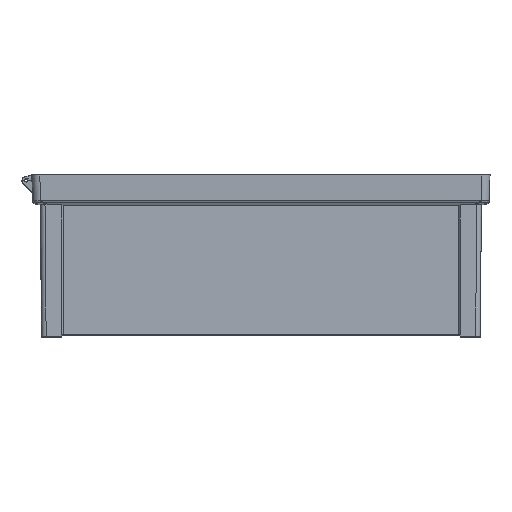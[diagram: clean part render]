
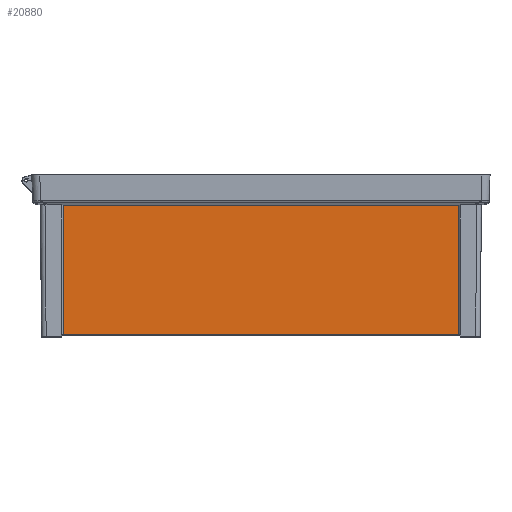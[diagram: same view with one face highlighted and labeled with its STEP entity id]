
A CAD part, top view. The second image highlights one B-rep face of the part: STEP entity #20880.
In plain terms, the highlighted planar face has unit normal (0, -0.009, 1).
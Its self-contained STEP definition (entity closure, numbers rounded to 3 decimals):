
#81 = DIRECTION ( 'NONE',  ( 0., -0.009, 1. ) ) ;
#2093 = DIRECTION ( 'NONE',  ( 0.001, -1., -0.009 ) ) ;
#3012 = DIRECTION ( 'NONE',  ( -1., 0., 0. ) ) ;
#3389 = CARTESIAN_POINT ( 'NONE',  ( 107.3, 0., 310.1 ) ) ;
#3777 = EDGE_CURVE ( 'NONE', #18633, #14555, #16137, .T. ) ;
#4428 = DIRECTION ( 'NONE',  ( -0.001, -1., -0.009 ) ) ;
#5423 = CARTESIAN_POINT ( 'NONE',  ( -235.011, -36.14, 309.785 ) ) ;
#5523 = CARTESIAN_POINT ( 'NONE',  ( -234.871, -189.4, 308.447 ) ) ;
#5825 = FACE_OUTER_BOUND ( 'NONE', #28992, .T. ) ;
#6277 = CARTESIAN_POINT ( 'NONE',  ( 234.871, -189.4, 308.447 ) ) ;
#6635 = PLANE ( 'NONE',  #8264 ) ;
#7699 = CARTESIAN_POINT ( 'NONE',  ( 235.011, -36.14, 309.785 ) ) ;
#8264 = AXIS2_PLACEMENT_3D ( 'NONE', #3389, #81, #28886 ) ;
#8627 = LINE ( 'NONE', #5423, #10877 ) ;
#9161 = VERTEX_POINT ( 'NONE', #26121 ) ;
#10036 = EDGE_CURVE ( 'NONE', #25044, #14555, #8627, .T. ) ;
#10877 = VECTOR ( 'NONE', #2093, 1000. ) ;
#10942 = LINE ( 'NONE', #7699, #22116 ) ;
#11409 = CARTESIAN_POINT ( 'NONE',  ( 234.871, -189.4, 308.447 ) ) ;
#14555 = VERTEX_POINT ( 'NONE', #5523 ) ;
#15632 = DIRECTION ( 'NONE',  ( 1., 0., 0. ) ) ;
#16137 = LINE ( 'NONE', #6277, #19941 ) ;
#16745 = ORIENTED_EDGE ( 'NONE', *, *, #17332, .F. ) ;
#16865 = VECTOR ( 'NONE', #15632, 1000. ) ;
#17332 = EDGE_CURVE ( 'NONE', #25044, #9161, #22183, .T. ) ;
#18633 = VERTEX_POINT ( 'NONE', #11409 ) ;
#18891 = CARTESIAN_POINT ( 'NONE',  ( -235.011, -36.14, 309.785 ) ) ;
#19266 = EDGE_CURVE ( 'NONE', #9161, #18633, #10942, .T. ) ;
#19941 = VECTOR ( 'NONE', #3012, 1000. ) ;
#20880 = ADVANCED_FACE ( 'NONE', ( #5825 ), #6635, .T. ) ;
#22116 = VECTOR ( 'NONE', #4428, 1000. ) ;
#22183 = LINE ( 'NONE', #18891, #16865 ) ;
#23784 = CARTESIAN_POINT ( 'NONE',  ( -235.011, -36.14, 309.785 ) ) ;
#23941 = ORIENTED_EDGE ( 'NONE', *, *, #3777, .F. ) ;
#25044 = VERTEX_POINT ( 'NONE', #23784 ) ;
#26121 = CARTESIAN_POINT ( 'NONE',  ( 235.011, -36.14, 309.785 ) ) ;
#28886 = DIRECTION ( 'NONE',  ( 0., -1., -0.009 ) ) ;
#28992 = EDGE_LOOP ( 'NONE', ( #31126, #23941, #29955, #16745 ) ) ;
#29955 = ORIENTED_EDGE ( 'NONE', *, *, #19266, .F. ) ;
#31126 = ORIENTED_EDGE ( 'NONE', *, *, #10036, .T. ) ;
